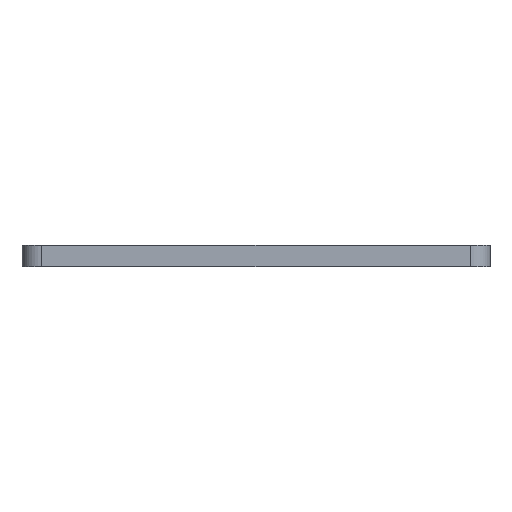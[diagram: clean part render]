
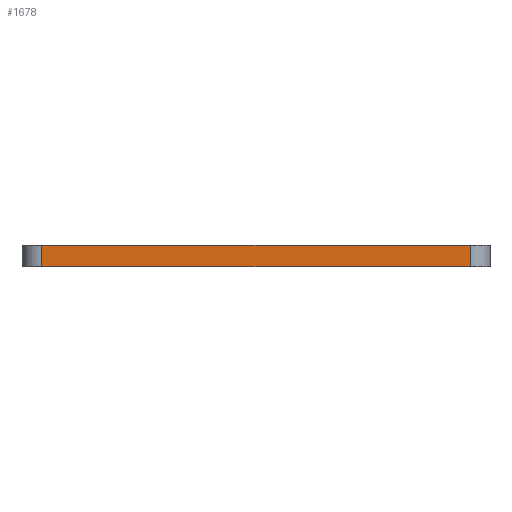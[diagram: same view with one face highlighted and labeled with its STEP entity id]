
A CAD part, left-side view. The second image highlights one B-rep face of the part: STEP entity #1678.
In plain terms, the highlighted planar face has unit normal (-1, 0, 0).
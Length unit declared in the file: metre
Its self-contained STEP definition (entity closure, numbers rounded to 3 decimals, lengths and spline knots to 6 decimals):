
#22=PLANE('',#1924);
#70=LINE('',#2882,#126);
#75=LINE('',#2900,#131);
#76=LINE('',#2903,#132);
#77=LINE('',#2904,#133);
#126=VECTOR('',#2422,1.);
#131=VECTOR('',#2441,1.);
#132=VECTOR('',#2442,1.);
#133=VECTOR('',#2443,1.);
#380=ORIENTED_EDGE('',*,*,#757,.F.);
#381=ORIENTED_EDGE('',*,*,#758,.T.);
#382=ORIENTED_EDGE('',*,*,#748,.T.);
#383=ORIENTED_EDGE('',*,*,#759,.F.);
#748=EDGE_CURVE('',#918,#919,#70,.T.);
#757=EDGE_CURVE('',#924,#925,#75,.T.);
#758=EDGE_CURVE('',#924,#918,#76,.T.);
#759=EDGE_CURVE('',#925,#919,#77,.T.);
#918=VERTEX_POINT('',#2883);
#919=VERTEX_POINT('',#2884);
#924=VERTEX_POINT('',#2901);
#925=VERTEX_POINT('',#2902);
#1194=EDGE_LOOP('',(#380,#381,#382,#383));
#1414=FACE_BOUND('',#1194,.T.);
#1678=ADVANCED_FACE('',(#1414),#22,.F.);
#1924=AXIS2_PLACEMENT_3D('',#2899,#2439,#2440);
#2422=DIRECTION('',(0.,0.,1.));
#2439=DIRECTION('',(1.,0.,0.));
#2440=DIRECTION('',(0.,-1.,0.));
#2441=DIRECTION('',(0.,0.,1.));
#2442=DIRECTION('',(0.,-1.,0.));
#2443=DIRECTION('',(0.,-1.,0.));
#2882=CARTESIAN_POINT('',(0.0505,-0.068,0.));
#2883=CARTESIAN_POINT('',(0.0505,-0.068,0.));
#2884=CARTESIAN_POINT('',(0.0505,-0.068,0.0016));
#2899=CARTESIAN_POINT('',(0.0505,-0.0355,0.));
#2900=CARTESIAN_POINT('',(0.0505,-0.0355,0.));
#2901=CARTESIAN_POINT('',(0.0505,-0.0355,0.));
#2902=CARTESIAN_POINT('',(0.0505,-0.0355,0.0016));
#2903=CARTESIAN_POINT('',(0.0505,-0.0355,0.));
#2904=CARTESIAN_POINT('',(0.0505,-0.0355,0.0016));
